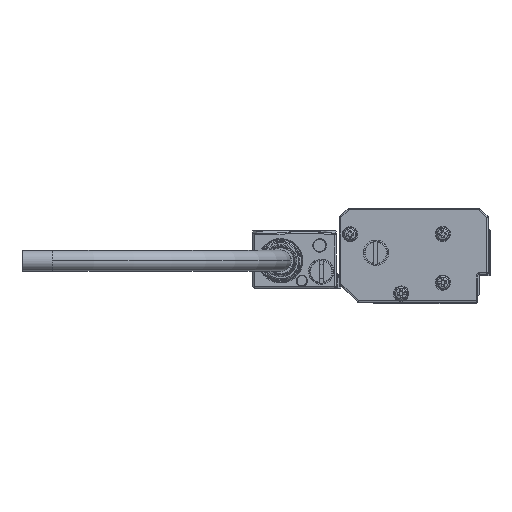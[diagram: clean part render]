
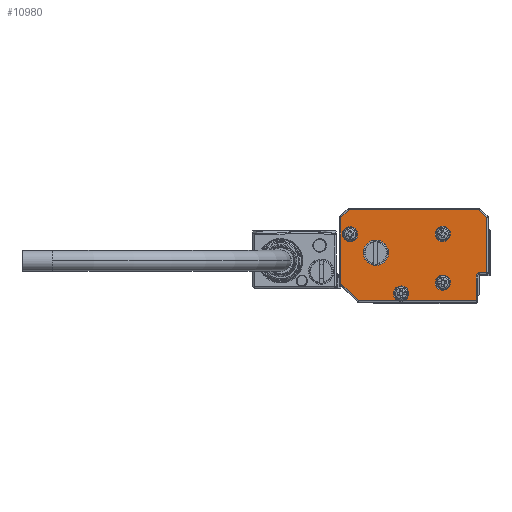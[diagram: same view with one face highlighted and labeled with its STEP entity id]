
A CAD part, left-side view. The second image highlights one B-rep face of the part: STEP entity #10980.
In plain terms, the highlighted planar face has unit normal (-1, 0, 0).
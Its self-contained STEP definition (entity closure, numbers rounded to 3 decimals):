
#10765=AXIS2_PLACEMENT_3D('Circle Axis2P3D',#10763,#10764,$) ;
#10793=AXIS2_PLACEMENT_3D('Circle Axis2P3D',#10791,#10792,$) ;
#10808=AXIS2_PLACEMENT_3D('Plane Axis2P3D',#10805,#10806,#10807) ;
#10812=AXIS2_PLACEMENT_3D('Circle Axis2P3D',#10810,#10811,$) ;
#10819=AXIS2_PLACEMENT_3D('Circle Axis2P3D',#10817,#10818,$) ;
#10826=AXIS2_PLACEMENT_3D('Circle Axis2P3D',#10824,#10825,$) ;
#10838=AXIS2_PLACEMENT_3D('Circle Axis2P3D',#10836,#10837,$) ;
#10910=AXIS2_PLACEMENT_3D('Circle Axis2P3D',#10908,#10909,$) ;
#10919=AXIS2_PLACEMENT_3D('Circle Axis2P3D',#10917,#10918,$) ;
#10928=AXIS2_PLACEMENT_3D('Circle Axis2P3D',#10926,#10927,$) ;
#10937=AXIS2_PLACEMENT_3D('Circle Axis2P3D',#10935,#10936,$) ;
#10946=AXIS2_PLACEMENT_3D('Circle Axis2P3D',#10944,#10945,$) ;
#10955=AXIS2_PLACEMENT_3D('Circle Axis2P3D',#10953,#10954,$) ;
#10964=AXIS2_PLACEMENT_3D('Circle Axis2P3D',#10962,#10963,$) ;
#10973=AXIS2_PLACEMENT_3D('Circle Axis2P3D',#10971,#10972,$) ;
#6139=CARTESIAN_POINT('Vertex',(-273.,8.4,-1.)) ;
#6141=CARTESIAN_POINT('Vertex',(-273.,7.,-1.)) ;
#6144=CARTESIAN_POINT('Line Origine',(-273.,3.5,-1.)) ;
#6148=CARTESIAN_POINT('Vertex',(-273.,21.793,-1.)) ;
#6160=CARTESIAN_POINT('Vertex',(-273.,-17.,-1.)) ;
#6163=CARTESIAN_POINT('Line Origine',(-273.,3.5,-1.)) ;
#10763=CARTESIAN_POINT('Axis2P3D Location',(-273.,7.7,1.4)) ;
#10767=CARTESIAN_POINT('Vertex',(-273.,5.2,1.4)) ;
#10788=CARTESIAN_POINT('Vertex',(-273.,9.894,0.201)) ;
#10791=CARTESIAN_POINT('Axis2P3D Location',(-273.,7.7,1.4)) ;
#10805=CARTESIAN_POINT('Axis2P3D Location',(-273.,-21.5,13.5)) ;
#10810=CARTESIAN_POINT('Axis2P3D Location',(-273.,7.7,1.4)) ;
#10814=CARTESIAN_POINT('Vertex',(-273.,10.2,1.4)) ;
#10817=CARTESIAN_POINT('Axis2P3D Location',(-273.,7.7,1.4)) ;
#10821=CARTESIAN_POINT('Vertex',(-273.,5.506,2.599)) ;
#10824=CARTESIAN_POINT('Axis2P3D Location',(-273.,7.7,1.4)) ;
#10829=CARTESIAN_POINT('Line Origine',(-273.,-17.,3.1)) ;
#10833=CARTESIAN_POINT('Vertex',(-273.,-17.,7.2)) ;
#10836=CARTESIAN_POINT('Axis2P3D Location',(-273.,-18.,7.2)) ;
#10840=CARTESIAN_POINT('Vertex',(-273.,-18.,8.2)) ;
#10843=CARTESIAN_POINT('Line Origine',(-273.,-19.25,8.2)) ;
#10847=CARTESIAN_POINT('Vertex',(-273.,-20.5,8.2)) ;
#10850=CARTESIAN_POINT('Line Origine',(-273.,-20.5,17.246)) ;
#10854=CARTESIAN_POINT('Vertex',(-273.,-20.5,26.293)) ;
#10857=CARTESIAN_POINT('Line Origine',(-273.,-19.146,27.646)) ;
#10861=CARTESIAN_POINT('Vertex',(-273.,-17.793,29.)) ;
#10864=CARTESIAN_POINT('Line Origine',(-273.,3.5,29.)) ;
#10868=CARTESIAN_POINT('Vertex',(-273.,24.793,29.)) ;
#10871=CARTESIAN_POINT('Line Origine',(-273.,26.146,27.646)) ;
#10875=CARTESIAN_POINT('Vertex',(-273.,27.5,26.293)) ;
#10878=CARTESIAN_POINT('Line Origine',(-273.,27.5,15.5)) ;
#10882=CARTESIAN_POINT('Vertex',(-273.,27.5,4.707)) ;
#10885=CARTESIAN_POINT('Line Origine',(-273.,24.646,1.854)) ;
#10908=CARTESIAN_POINT('Axis2P3D Location',(-273.,-6.,5.)) ;
#10912=CARTESIAN_POINT('Vertex',(-273.,-3.806,3.801)) ;
#10914=CARTESIAN_POINT('Vertex',(-273.,-8.194,6.199)) ;
#10917=CARTESIAN_POINT('Axis2P3D Location',(-273.,-6.,5.)) ;
#10926=CARTESIAN_POINT('Axis2P3D Location',(-273.,16.,14.8)) ;
#10930=CARTESIAN_POINT('Vertex',(-273.,11.85,14.8)) ;
#10932=CARTESIAN_POINT('Vertex',(-273.,20.15,14.8)) ;
#10935=CARTESIAN_POINT('Axis2P3D Location',(-273.,16.,14.8)) ;
#10944=CARTESIAN_POINT('Axis2P3D Location',(-273.,-6.,21.)) ;
#10948=CARTESIAN_POINT('Vertex',(-273.,-8.194,22.199)) ;
#10950=CARTESIAN_POINT('Vertex',(-273.,-3.806,19.801)) ;
#10953=CARTESIAN_POINT('Axis2P3D Location',(-273.,-6.,21.)) ;
#10962=CARTESIAN_POINT('Axis2P3D Location',(-273.,24.5,20.9)) ;
#10966=CARTESIAN_POINT('Vertex',(-273.,22.306,22.099)) ;
#10968=CARTESIAN_POINT('Vertex',(-273.,26.694,19.701)) ;
#10971=CARTESIAN_POINT('Axis2P3D Location',(-273.,24.5,20.9)) ;
#6145=DIRECTION('Vector Direction',(0.,1.,0.)) ;
#6164=DIRECTION('Vector Direction',(0.,1.,0.)) ;
#10764=DIRECTION('Axis2P3D Direction',(-1.,0.,0.)) ;
#10792=DIRECTION('Axis2P3D Direction',(-1.,0.,0.)) ;
#10806=DIRECTION('Axis2P3D Direction',(1.,0.,0.)) ;
#10807=DIRECTION('Axis2P3D XDirection',(0.,1.,0.)) ;
#10811=DIRECTION('Axis2P3D Direction',(1.,0.,0.)) ;
#10818=DIRECTION('Axis2P3D Direction',(1.,0.,0.)) ;
#10825=DIRECTION('Axis2P3D Direction',(1.,0.,0.)) ;
#10830=DIRECTION('Vector Direction',(0.,0.,1.)) ;
#10837=DIRECTION('Axis2P3D Direction',(1.,0.,0.)) ;
#10844=DIRECTION('Vector Direction',(0.,-1.,0.)) ;
#10851=DIRECTION('Vector Direction',(0.,0.,1.)) ;
#10858=DIRECTION('Vector Direction',(0.,-0.707,-0.707)) ;
#10865=DIRECTION('Vector Direction',(0.,1.,0.)) ;
#10872=DIRECTION('Vector Direction',(0.,0.707,-0.707)) ;
#10879=DIRECTION('Vector Direction',(0.,0.,-1.)) ;
#10886=DIRECTION('Vector Direction',(0.,-0.707,-0.707)) ;
#10909=DIRECTION('Axis2P3D Direction',(1.,0.,0.)) ;
#10918=DIRECTION('Axis2P3D Direction',(1.,0.,0.)) ;
#10927=DIRECTION('Axis2P3D Direction',(1.,0.,0.)) ;
#10936=DIRECTION('Axis2P3D Direction',(1.,0.,0.)) ;
#10945=DIRECTION('Axis2P3D Direction',(1.,0.,0.)) ;
#10954=DIRECTION('Axis2P3D Direction',(1.,0.,0.)) ;
#10963=DIRECTION('Axis2P3D Direction',(1.,0.,0.)) ;
#10972=DIRECTION('Axis2P3D Direction',(1.,0.,0.)) ;
#6146=VECTOR('Line Direction',#6145,1.) ;
#6165=VECTOR('Line Direction',#6164,1.) ;
#10831=VECTOR('Line Direction',#10830,1.) ;
#10845=VECTOR('Line Direction',#10844,1.) ;
#10852=VECTOR('Line Direction',#10851,1.) ;
#10859=VECTOR('Line Direction',#10858,1.) ;
#10866=VECTOR('Line Direction',#10865,1.) ;
#10873=VECTOR('Line Direction',#10872,1.) ;
#10880=VECTOR('Line Direction',#10879,1.) ;
#10887=VECTOR('Line Direction',#10886,1.) ;
#10891=ORIENTED_EDGE('',*,*,#10795,.T.) ;
#10892=ORIENTED_EDGE('',*,*,#10816,.T.) ;
#10893=ORIENTED_EDGE('',*,*,#10823,.T.) ;
#10894=ORIENTED_EDGE('',*,*,#10828,.T.) ;
#10895=ORIENTED_EDGE('',*,*,#10769,.T.) ;
#10896=ORIENTED_EDGE('',*,*,#6167,.F.) ;
#10897=ORIENTED_EDGE('',*,*,#10835,.F.) ;
#10898=ORIENTED_EDGE('',*,*,#10842,.F.) ;
#10899=ORIENTED_EDGE('',*,*,#10849,.F.) ;
#10900=ORIENTED_EDGE('',*,*,#10856,.F.) ;
#10901=ORIENTED_EDGE('',*,*,#10863,.F.) ;
#10902=ORIENTED_EDGE('',*,*,#10870,.F.) ;
#10903=ORIENTED_EDGE('',*,*,#10877,.F.) ;
#10904=ORIENTED_EDGE('',*,*,#10884,.F.) ;
#10905=ORIENTED_EDGE('',*,*,#10889,.F.) ;
#10906=ORIENTED_EDGE('',*,*,#6150,.F.) ;
#10923=ORIENTED_EDGE('',*,*,#10916,.T.) ;
#10924=ORIENTED_EDGE('',*,*,#10921,.T.) ;
#10941=ORIENTED_EDGE('',*,*,#10934,.T.) ;
#10942=ORIENTED_EDGE('',*,*,#10939,.T.) ;
#10959=ORIENTED_EDGE('',*,*,#10952,.T.) ;
#10960=ORIENTED_EDGE('',*,*,#10957,.T.) ;
#10977=ORIENTED_EDGE('',*,*,#10970,.T.) ;
#10978=ORIENTED_EDGE('',*,*,#10975,.T.) ;
#10925=FACE_BOUND('',#10922,.T.) ;
#10943=FACE_BOUND('',#10940,.T.) ;
#10961=FACE_BOUND('',#10958,.T.) ;
#10979=FACE_BOUND('',#10976,.T.) ;
#10980=ADVANCED_FACE('Brep With Voids',(#10907,#10925,#10943,#10961,#10979),#10809,.F.) ;
#10766=CIRCLE('generated circle',#10765,2.5) ;
#10794=CIRCLE('generated circle',#10793,2.5) ;
#10813=CIRCLE('generated circle',#10812,2.5) ;
#10820=CIRCLE('generated circle',#10819,2.5) ;
#10827=CIRCLE('generated circle',#10826,2.5) ;
#10839=CIRCLE('generated circle',#10838,1.) ;
#10911=CIRCLE('generated circle',#10910,2.5) ;
#10920=CIRCLE('generated circle',#10919,2.5) ;
#10929=CIRCLE('generated circle',#10928,4.15) ;
#10938=CIRCLE('generated circle',#10937,4.15) ;
#10947=CIRCLE('generated circle',#10946,2.5) ;
#10956=CIRCLE('generated circle',#10955,2.5) ;
#10965=CIRCLE('generated circle',#10964,2.5) ;
#10974=CIRCLE('generated circle',#10973,2.5) ;
#6150=EDGE_CURVE('',#6140,#6149,#6147,.T.) ;
#6167=EDGE_CURVE('',#6161,#6142,#6166,.T.) ;
#10769=EDGE_CURVE('',#10768,#6142,#10766,.F.) ;
#10795=EDGE_CURVE('',#6140,#10789,#10794,.F.) ;
#10816=EDGE_CURVE('',#10789,#10815,#10813,.T.) ;
#10823=EDGE_CURVE('',#10815,#10822,#10820,.T.) ;
#10828=EDGE_CURVE('',#10822,#10768,#10827,.T.) ;
#10835=EDGE_CURVE('',#10834,#6161,#10832,.F.) ;
#10842=EDGE_CURVE('',#10841,#10834,#10839,.F.) ;
#10849=EDGE_CURVE('',#10848,#10841,#10846,.F.) ;
#10856=EDGE_CURVE('',#10855,#10848,#10853,.F.) ;
#10863=EDGE_CURVE('',#10862,#10855,#10860,.T.) ;
#10870=EDGE_CURVE('',#10869,#10862,#10867,.F.) ;
#10877=EDGE_CURVE('',#10876,#10869,#10874,.F.) ;
#10884=EDGE_CURVE('',#10883,#10876,#10881,.F.) ;
#10889=EDGE_CURVE('',#6149,#10883,#10888,.F.) ;
#10916=EDGE_CURVE('',#10913,#10915,#10911,.T.) ;
#10921=EDGE_CURVE('',#10915,#10913,#10920,.T.) ;
#10934=EDGE_CURVE('',#10931,#10933,#10929,.T.) ;
#10939=EDGE_CURVE('',#10933,#10931,#10938,.T.) ;
#10952=EDGE_CURVE('',#10949,#10951,#10947,.T.) ;
#10957=EDGE_CURVE('',#10951,#10949,#10956,.T.) ;
#10970=EDGE_CURVE('',#10967,#10969,#10965,.T.) ;
#10975=EDGE_CURVE('',#10969,#10967,#10974,.T.) ;
#10890=EDGE_LOOP('',(#10891,#10892,#10893,#10894,#10895,#10896,#10897,#10898,#10899,#10900,#10901,#10902,#10903,#10904,#10905,#10906)) ;
#10922=EDGE_LOOP('',(#10923,#10924)) ;
#10940=EDGE_LOOP('',(#10941,#10942)) ;
#10958=EDGE_LOOP('',(#10959,#10960)) ;
#10976=EDGE_LOOP('',(#10977,#10978)) ;
#10907=FACE_OUTER_BOUND('',#10890,.T.) ;
#6147=LINE('Line',#6144,#6146) ;
#6166=LINE('Line',#6163,#6165) ;
#10832=LINE('Line',#10829,#10831) ;
#10846=LINE('Line',#10843,#10845) ;
#10853=LINE('Line',#10850,#10852) ;
#10860=LINE('Line',#10857,#10859) ;
#10867=LINE('Line',#10864,#10866) ;
#10874=LINE('Line',#10871,#10873) ;
#10881=LINE('Line',#10878,#10880) ;
#10888=LINE('Line',#10885,#10887) ;
#10809=PLANE('Plane',#10808) ;
#6140=VERTEX_POINT('',#6139) ;
#6142=VERTEX_POINT('',#6141) ;
#6149=VERTEX_POINT('',#6148) ;
#6161=VERTEX_POINT('',#6160) ;
#10768=VERTEX_POINT('',#10767) ;
#10789=VERTEX_POINT('',#10788) ;
#10815=VERTEX_POINT('',#10814) ;
#10822=VERTEX_POINT('',#10821) ;
#10834=VERTEX_POINT('',#10833) ;
#10841=VERTEX_POINT('',#10840) ;
#10848=VERTEX_POINT('',#10847) ;
#10855=VERTEX_POINT('',#10854) ;
#10862=VERTEX_POINT('',#10861) ;
#10869=VERTEX_POINT('',#10868) ;
#10876=VERTEX_POINT('',#10875) ;
#10883=VERTEX_POINT('',#10882) ;
#10913=VERTEX_POINT('',#10912) ;
#10915=VERTEX_POINT('',#10914) ;
#10931=VERTEX_POINT('',#10930) ;
#10933=VERTEX_POINT('',#10932) ;
#10949=VERTEX_POINT('',#10948) ;
#10951=VERTEX_POINT('',#10950) ;
#10967=VERTEX_POINT('',#10966) ;
#10969=VERTEX_POINT('',#10968) ;
